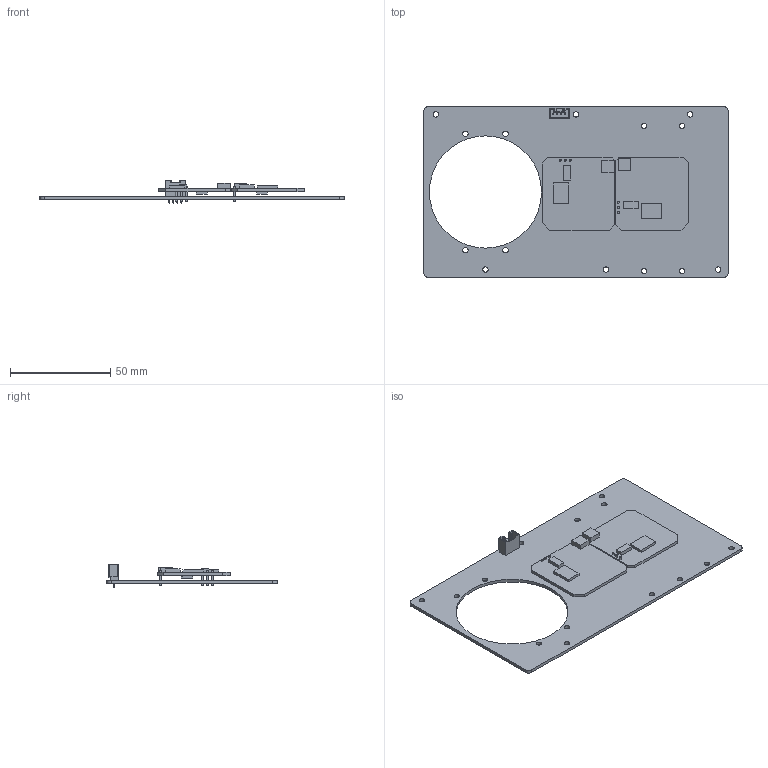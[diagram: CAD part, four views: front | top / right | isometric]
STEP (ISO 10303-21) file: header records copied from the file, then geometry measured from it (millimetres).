
FILE_DESCRIPTION(('Open CASCADE Model'),'2;1');
FILE_NAME('Open CASCADE Shape Model','2017-10-10T22:26:24',('Author'),( 'Open CASCADE'),'Open CASCADE STEP processor 6.8','Open CASCADE 6.8' ,'Unknown');
FILE_SCHEMA(('AUTOMOTIVE_DESIGN { 1 0 10303 214 1 1 1 1 }'));
Length unit declared in the file: millimetre
Products named in the file (30): PCB; BoardGBase2; CON2GBase2; NSTech_1125S-4P; HV_PSU0GBase2; 1001831552; Cylinder; 1050793136; Extruded; 1050793272; 1050793408; 1050793544; 1050793680; HV_PSU1GBase2; 1050793816; 1050793952; 1050794088; 1050794224; 1050794360; 976089392
Assembly tree (33 placements, depth 4):
  PCB
    BoardGBase2
    CON2GBase2
      NSTech_1125S-4P
    HV_PSU0GBase2
      1001831552  x3
        Cylinder
      1050793136
        Extruded
      1050793272
        Extruded
      1050793408
        Extruded
      1050793544
        Extruded
      1050793680
        Extruded
    HV_PSU1GBase2
      1050793816
        Extruded
      1050793952
        Extruded
      1050794088
        Extruded
      1050794224
        Extruded
      1050794360
        Extruded
      976089392  x3
        Cylinder
Bounding box: 151.81 x 85.13 x 11.6 mm (x, y, z)
Volume: 21286.1 mm3; surface area: 29328.1 mm2
Topology: 18 solids, 18 shells, 243 faces, 557 edges, 358 vertices
Faces by surface type: plane 204, cylinder 39
Full cylindrical faces by diameter (mm): 0.8 x4, 0.965 x12, 2.7 x14, 3.048 x4, 56 x1
Entity records: 7811 total; most frequent: CARTESIAN_POINT 1160, DIRECTION 1145, ORIENTED_EDGE 1090, EDGE_CURVE 545, LINE 475, VECTOR 475, VERTEX_POINT 350, AXIS2_PLACEMENT_3D 335
